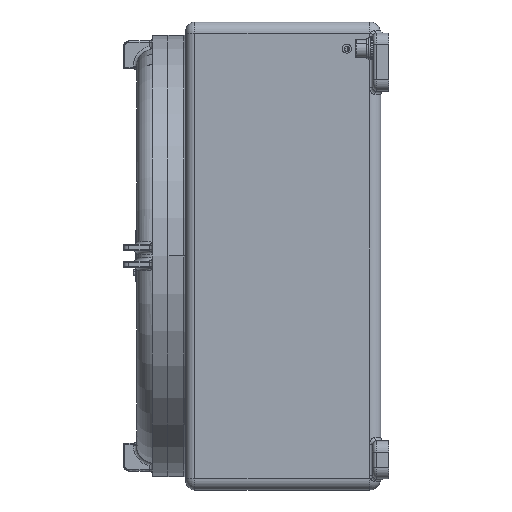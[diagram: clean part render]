
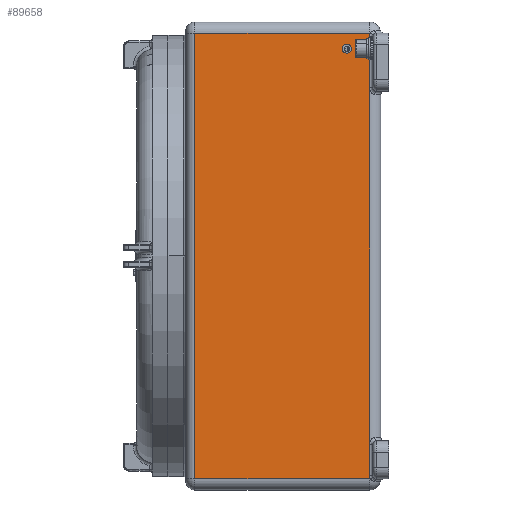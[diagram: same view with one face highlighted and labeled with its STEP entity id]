
A CAD part, left-side view. The second image highlights one B-rep face of the part: STEP entity #89658.
In plain terms, the highlighted face is planar.
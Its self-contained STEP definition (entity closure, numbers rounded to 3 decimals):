
#399 = VECTOR ( 'NONE', #63217, 1000. ) ;
#1474 = VECTOR ( 'NONE', #27432, 1000. ) ;
#2216 = CARTESIAN_POINT ( 'NONE',  ( 200., 167., 210. ) ) ;
#2661 = ORIENTED_EDGE ( 'NONE', *, *, #31871, .T. ) ;
#3194 = ORIENTED_EDGE ( 'NONE', *, *, #41000, .T. ) ;
#3822 = LINE ( 'NONE', #13897, #39556 ) ;
#4488 = CARTESIAN_POINT ( 'NONE',  ( 197., 10., 210. ) ) ;
#4573 = CARTESIAN_POINT ( 'NONE',  ( -210., 10., 210. ) ) ;
#5201 = CARTESIAN_POINT ( 'NONE',  ( 200., 10., 210. ) ) ;
#6660 = CARTESIAN_POINT ( 'NONE',  ( -197., 10., 210. ) ) ;
#8112 = ORIENTED_EDGE ( 'NONE', *, *, #10978, .T. ) ;
#10978 = EDGE_CURVE ( 'NONE', #81011, #82728, #3822, .T. ) ;
#13897 = CARTESIAN_POINT ( 'NONE',  ( -210., 10., 210. ) ) ;
#17222 = EDGE_CURVE ( 'NONE', #82728, #68790, #31991, .T. ) ;
#19764 = CARTESIAN_POINT ( 'NONE',  ( -200., 175., 210. ) ) ;
#20011 = VECTOR ( 'NONE', #77396, 1000. ) ;
#23098 = ORIENTED_EDGE ( 'NONE', *, *, #57204, .T. ) ;
#27304 = VECTOR ( 'NONE', #57887, 1000. ) ;
#27432 = DIRECTION ( 'NONE',  ( 0., -1., 0. ) ) ;
#31871 = EDGE_CURVE ( 'NONE', #79757, #72822, #57600, .T. ) ;
#31953 = CARTESIAN_POINT ( 'NONE',  ( -210., 10., 210. ) ) ;
#31991 = LINE ( 'NONE', #31953, #20011 ) ;
#32536 = LINE ( 'NONE', #40956, #51437 ) ;
#34876 = EDGE_CURVE ( 'NONE', #68790, #64536, #40843, .T. ) ;
#35424 = LINE ( 'NONE', #85062, #97268 ) ;
#39556 = VECTOR ( 'NONE', #59020, 1000. ) ;
#40489 = DIRECTION ( 'NONE',  ( 0., 0., -1. ) ) ;
#40843 = LINE ( 'NONE', #62244, #399 ) ;
#40956 = CARTESIAN_POINT ( 'NONE',  ( -200., 167., 210. ) ) ;
#41000 = EDGE_CURVE ( 'NONE', #64536, #79757, #35424, .T. ) ;
#41687 = CARTESIAN_POINT ( 'NONE',  ( -200., 167., 210. ) ) ;
#51437 = VECTOR ( 'NONE', #69788, 1000. ) ;
#51783 = VERTEX_POINT ( 'NONE', #41687 ) ;
#53844 = ORIENTED_EDGE ( 'NONE', *, *, #17222, .T. ) ;
#54090 = EDGE_CURVE ( 'NONE', #78649, #51783, #32536, .T. ) ;
#54416 = PLANE ( 'NONE',  #82840 ) ;
#55030 = CARTESIAN_POINT ( 'NONE',  ( 151., 10., 210. ) ) ;
#56675 = DIRECTION ( 'NONE',  ( -1., 0., 0. ) ) ;
#57204 = EDGE_CURVE ( 'NONE', #72822, #78649, #60577, .T. ) ;
#57600 = LINE ( 'NONE', #4573, #95607 ) ;
#57887 = DIRECTION ( 'NONE',  ( 0., 1., 0. ) ) ;
#59020 = DIRECTION ( 'NONE',  ( 1., 0., 0. ) ) ;
#59449 = CARTESIAN_POINT ( 'NONE',  ( -169., 10., 210. ) ) ;
#60577 = LINE ( 'NONE', #89090, #27304 ) ;
#62244 = CARTESIAN_POINT ( 'NONE',  ( -210., 10., 210. ) ) ;
#63217 = DIRECTION ( 'NONE',  ( 1., 0., 0. ) ) ;
#64329 = DIRECTION ( 'NONE',  ( 1., 0., 0. ) ) ;
#64536 = VERTEX_POINT ( 'NONE', #55030 ) ;
#68790 = VERTEX_POINT ( 'NONE', #59449 ) ;
#69788 = DIRECTION ( 'NONE',  ( -1., 0., 0. ) ) ;
#72202 = CARTESIAN_POINT ( 'NONE',  ( -200., 10., 210. ) ) ;
#72822 = VERTEX_POINT ( 'NONE', #5201 ) ;
#77109 = DIRECTION ( 'NONE',  ( 1., 0., 0. ) ) ;
#77396 = DIRECTION ( 'NONE',  ( 1., 0., 0. ) ) ;
#78649 = VERTEX_POINT ( 'NONE', #2216 ) ;
#79757 = VERTEX_POINT ( 'NONE', #4488 ) ;
#79832 = LINE ( 'NONE', #19764, #1474 ) ;
#81011 = VERTEX_POINT ( 'NONE', #72202 ) ;
#81697 = EDGE_CURVE ( 'NONE', #51783, #81011, #79832, .T. ) ;
#82251 = ORIENTED_EDGE ( 'NONE', *, *, #34876, .T. ) ;
#82728 = VERTEX_POINT ( 'NONE', #6660 ) ;
#82840 = AXIS2_PLACEMENT_3D ( 'NONE', #85892, #40489, #56675 ) ;
#85062 = CARTESIAN_POINT ( 'NONE',  ( -210., 10., 210. ) ) ;
#85892 = CARTESIAN_POINT ( 'NONE',  ( -210., 175., 210. ) ) ;
#86060 = ORIENTED_EDGE ( 'NONE', *, *, #54090, .T. ) ;
#88445 = EDGE_LOOP ( 'NONE', ( #23098, #86060, #88962, #8112, #53844, #82251, #3194, #2661 ) ) ;
#88962 = ORIENTED_EDGE ( 'NONE', *, *, #81697, .T. ) ;
#89090 = CARTESIAN_POINT ( 'NONE',  ( 200., 175., 210. ) ) ;
#89373 = FACE_OUTER_BOUND ( 'NONE', #88445, .T. ) ;
#89658 = ADVANCED_FACE ( 'NONE', ( #89373 ), #54416, .F. ) ;
#95607 = VECTOR ( 'NONE', #64329, 1000. ) ;
#97268 = VECTOR ( 'NONE', #77109, 1000. ) ;
